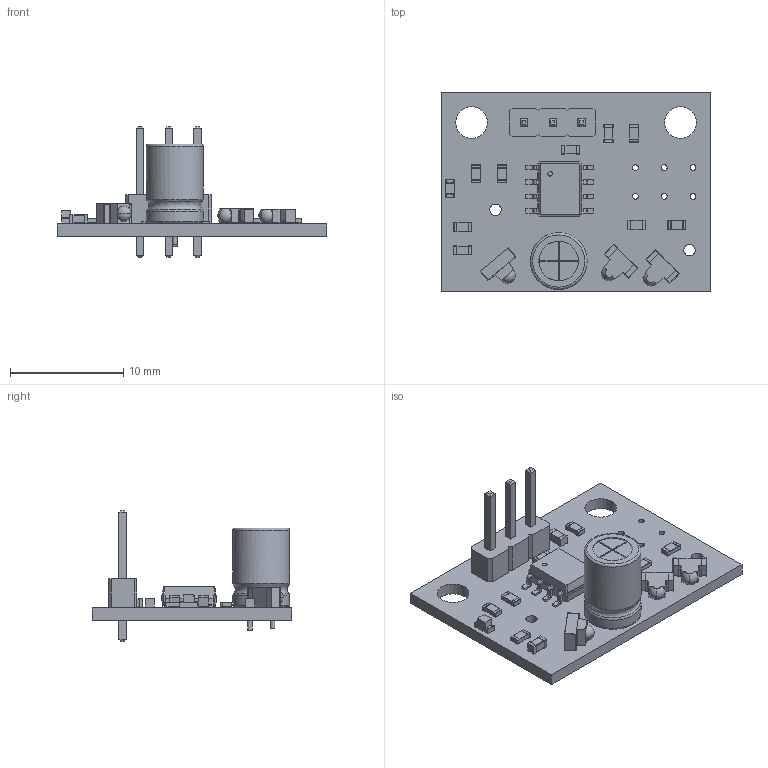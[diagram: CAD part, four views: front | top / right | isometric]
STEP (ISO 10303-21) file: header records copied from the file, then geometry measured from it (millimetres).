
FILE_DESCRIPTION(('KiCad electronic assembly'),'2;1');
FILE_NAME('MiniLedSensor.step','2023-05-19T11:37:34',('Pcbnew'),('Kicad' ),'Open CASCADE STEP processor 7.6','KiCad to STEP converter', 'Unknown');
FILE_SCHEMA(('AUTOMOTIVE_DESIGN { 1 0 10303 214 1 1 1 1 }'));
Length unit declared in the file: millimetre
Products named in the file (20): MiniLedSensor 1; C_0603_1608Metric; SOLID; L_0603_1608Metric; C_Radial_D5.0mm_H7.0mm_P2.00mm; Osram SFH 4045N--3dmodel-step-56544; COMPOUND; R_0603_1608Metric; LED_0603_1608Metric; PinHeader_1x03_P2.54mm_Vertical; SO-8_3.9x4.9mm_P1.27mm; Osram SFH 3015 FA--3DModel-STEP-56544; _autosave-MiniLedSensor PCB
Assembly tree (26 placements, depth 3):
  MiniLedSensor 1
    C_0603_1608Metric  x2
      SOLID
    L_0603_1608Metric
      SOLID
    C_Radial_D5.0mm_H7.0mm_P2.00mm
      SOLID
    Osram SFH 4045N--3dmodel-step-56544  x2
      COMPOUND
    R_0603_1608Metric  x6
      SOLID
    LED_0603_1608Metric
      SOLID
    PinHeader_1x03_P2.54mm_Vertical
      SOLID
    SO-8_3.9x4.9mm_P1.27mm
      COMPOUND
    Osram SFH 3015 FA--3DModel-STEP-56544
      COMPOUND
    _autosave-MiniLedSensor PCB
Bounding box: 23.8 x 17.6 x 11.54 mm (x, y, z)
Volume: 679.9 mm3; surface area: 1547.2 mm2
Topology: 41 solids, 42 shells, 888 faces, 2246 edges, 1455 vertices
Faces by surface type: plane 705, cylinder 156, bspline 18, revolution 6, sphere 2, torus 1
Full cylindrical faces by diameter (mm): 0.4 x4, 0.508 x6, 0.813 x2, 1 x2, 1.016 x3, 2.8 x2, 3.5 x3, 5 x2
Entity records: 41696 total; most frequent: CARTESIAN_POINT 7726, DIRECTION 5990, LINE 4165, VECTOR 4165, ORIENTED_EDGE 3128, PCURVE 3128, DEFINITIONAL_REPRESENTATION 3128, EDGE_CURVE 1564
